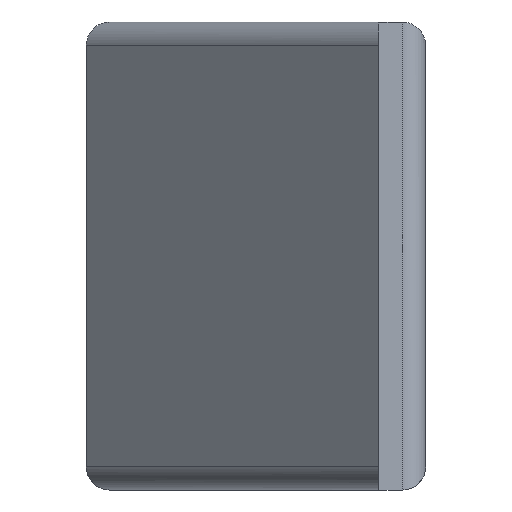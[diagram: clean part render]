
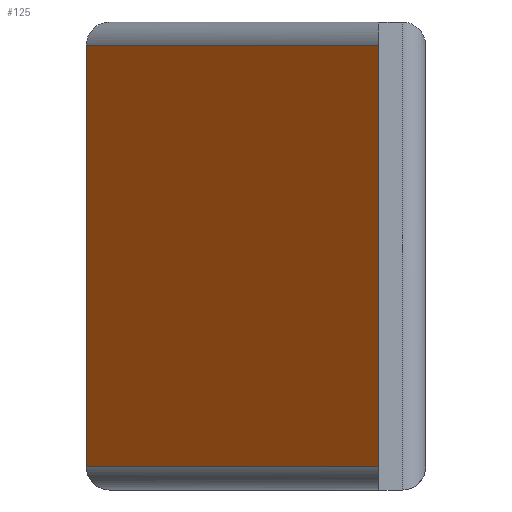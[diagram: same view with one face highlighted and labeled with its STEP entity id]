
A CAD part, left-side view. The second image highlights one B-rep face of the part: STEP entity #125.
In plain terms, the highlighted planar face has unit normal (-0.707, 0.707, 0).
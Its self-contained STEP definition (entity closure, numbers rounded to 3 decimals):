
#125=ADVANCED_FACE('',(#328),#330,.T.);
#328=FACE_BOUND('',#329,.T.);
#329=EDGE_LOOP('',(#480,#481,#482,#483));
#330=PLANE('',#331);
#331=AXIS2_PLACEMENT_3D('',#332,#333,#334);
#332=CARTESIAN_POINT('',(-2.5,14.5,0.));
#333=DIRECTION('',(-0.707,0.707,0.));
#334=DIRECTION('',(-0.707,-0.707,0.));
#480=ORIENTED_EDGE('',*,*,#571,.F.);
#481=ORIENTED_EDGE('',*,*,#572,.F.);
#482=ORIENTED_EDGE('',*,*,#573,.T.);
#483=ORIENTED_EDGE('',*,*,#538,.T.);
#538=EDGE_CURVE('',#590,#587,#591,.T.);
#571=EDGE_CURVE('',#650,#587,#651,.T.);
#572=EDGE_CURVE('',#652,#650,#653,.T.);
#573=EDGE_CURVE('',#652,#590,#654,.T.);
#587=VERTEX_POINT('',#670);
#590=VERTEX_POINT('',#676);
#591=LINE('',#677,#678);
#650=VERTEX_POINT('',#810);
#651=LINE('',#811,#812);
#652=VERTEX_POINT('',#814);
#653=LINE('',#815,#816);
#654=LINE('',#818,#819);
#670=CARTESIAN_POINT('',(-15.,2.,19.));
#676=CARTESIAN_POINT('',(-15.,2.,1.));
#677=CARTESIAN_POINT('',(-15.,2.,1.));
#678=VECTOR('',#679,1.);
#679=DIRECTION('',(0.,0.,1.));
#810=CARTESIAN_POINT('',(-2.5,14.5,19.));
#811=CARTESIAN_POINT('',(-2.5,14.5,19.));
#812=VECTOR('',#813,1.);
#813=DIRECTION('',(-0.707,-0.707,0.));
#814=CARTESIAN_POINT('',(-2.5,14.5,1.));
#815=CARTESIAN_POINT('',(-2.5,14.5,1.));
#816=VECTOR('',#817,1.);
#817=DIRECTION('',(0.,0.,1.));
#818=CARTESIAN_POINT('',(-2.5,14.5,1.));
#819=VECTOR('',#820,1.);
#820=DIRECTION('',(-0.707,-0.707,0.));
